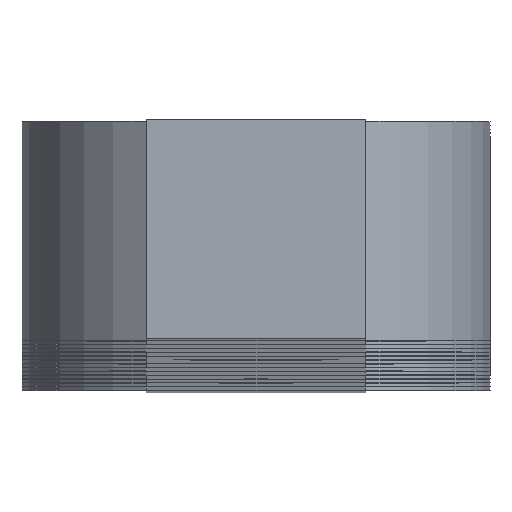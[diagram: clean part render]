
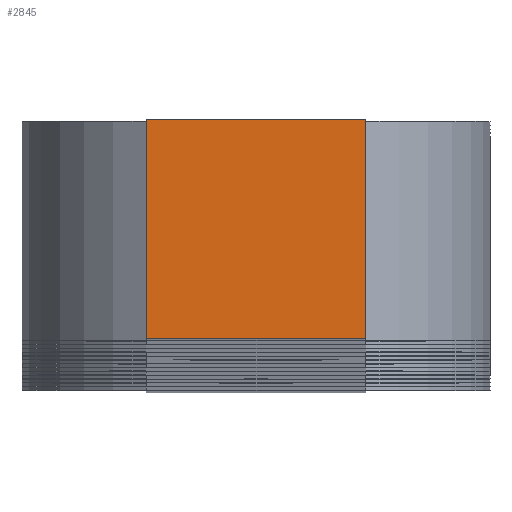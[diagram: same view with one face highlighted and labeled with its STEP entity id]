
A CAD part, top view. The second image highlights one B-rep face of the part: STEP entity #2845.
In plain terms, the highlighted planar face has unit normal (0, 0, 1).
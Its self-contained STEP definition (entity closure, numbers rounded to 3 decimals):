
#571 = DIRECTION ( 'NONE',  ( 0., 0., 1. ) ) ;
#797 = CARTESIAN_POINT ( 'NONE',  ( 7., 7., 1000. ) ) ;
#871 = AXIS2_PLACEMENT_3D ( 'NONE', #1753, #571, #2936 ) ;
#934 = CARTESIAN_POINT ( 'NONE',  ( -7., 7., 1000. ) ) ;
#1494 = VERTEX_POINT ( 'NONE', #2660 ) ;
#1753 = CARTESIAN_POINT ( 'NONE',  ( 0., 0., 1000. ) ) ;
#2074 = ORIENTED_EDGE ( 'NONE', *, *, #4811, .T. ) ;
#2227 = DIRECTION ( 'NONE',  ( 1., 0., 0. ) ) ;
#2276 = CARTESIAN_POINT ( 'NONE',  ( -7., -7., 1000. ) ) ;
#2586 = EDGE_CURVE ( 'NONE', #4772, #9030, #3788, .T. ) ;
#2660 = CARTESIAN_POINT ( 'NONE',  ( -7., 7., 1000. ) ) ;
#2845 = ADVANCED_FACE ( 'NONE', ( #8042 ), #9637, .T. ) ;
#2936 = DIRECTION ( 'NONE',  ( 1., 0., 0. ) ) ;
#3306 = CARTESIAN_POINT ( 'NONE',  ( 7., -7., 1000. ) ) ;
#3788 = LINE ( 'NONE', #13576, #9371 ) ;
#4772 = VERTEX_POINT ( 'NONE', #3306 ) ;
#4811 = EDGE_CURVE ( 'NONE', #9471, #4772, #6593, .T. ) ;
#5062 = ORIENTED_EDGE ( 'NONE', *, *, #5178, .T. ) ;
#5178 = EDGE_CURVE ( 'NONE', #1494, #9471, #7112, .T. ) ;
#5418 = CARTESIAN_POINT ( 'NONE',  ( -7., -7., 1000. ) ) ;
#5521 = ORIENTED_EDGE ( 'NONE', *, *, #8270, .T. ) ;
#5749 = DIRECTION ( 'NONE',  ( -1., 0., 0. ) ) ;
#6232 = VECTOR ( 'NONE', #2227, 1000. ) ;
#6351 = VECTOR ( 'NONE', #5749, 1000. ) ;
#6593 = LINE ( 'NONE', #2276, #6232 ) ;
#7112 = LINE ( 'NONE', #934, #12200 ) ;
#7773 = DIRECTION ( 'NONE',  ( 0., -1., 0. ) ) ;
#8042 = FACE_OUTER_BOUND ( 'NONE', #12946, .T. ) ;
#8270 = EDGE_CURVE ( 'NONE', #9030, #1494, #10513, .T. ) ;
#8644 = CARTESIAN_POINT ( 'NONE',  ( -7., 7., 1000. ) ) ;
#9030 = VERTEX_POINT ( 'NONE', #797 ) ;
#9371 = VECTOR ( 'NONE', #10093, 1000. ) ;
#9471 = VERTEX_POINT ( 'NONE', #5418 ) ;
#9637 = PLANE ( 'NONE',  #871 ) ;
#10093 = DIRECTION ( 'NONE',  ( 0., 1., 0. ) ) ;
#10513 = LINE ( 'NONE', #8644, #6351 ) ;
#10998 = ORIENTED_EDGE ( 'NONE', *, *, #2586, .T. ) ;
#12200 = VECTOR ( 'NONE', #7773, 1000. ) ;
#12946 = EDGE_LOOP ( 'NONE', ( #10998, #5521, #5062, #2074 ) ) ;
#13576 = CARTESIAN_POINT ( 'NONE',  ( 7., 7., 1000. ) ) ;
